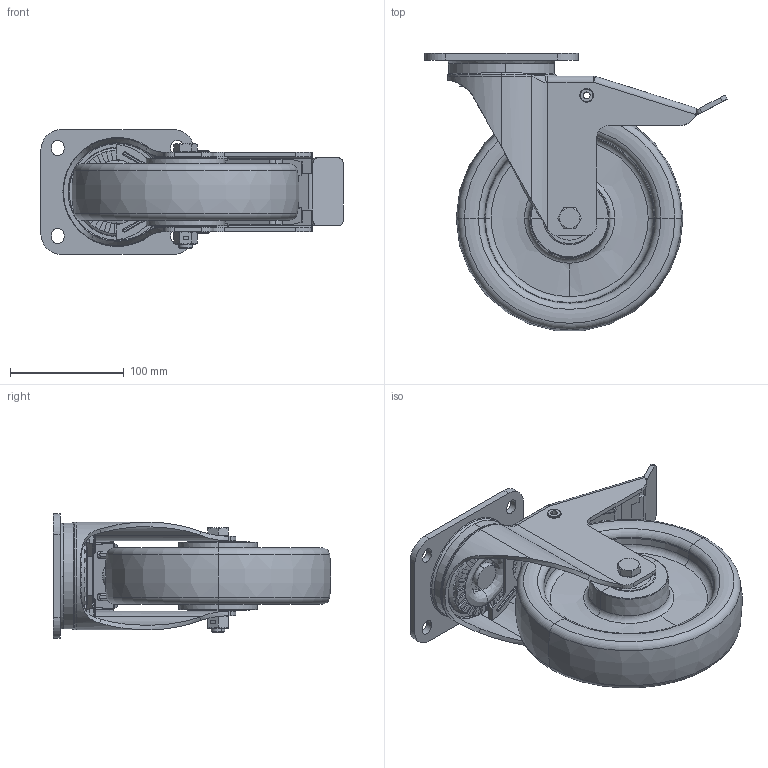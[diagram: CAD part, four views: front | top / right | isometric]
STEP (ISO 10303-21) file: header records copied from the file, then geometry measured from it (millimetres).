
FILE_DESCRIPTION (( 'STEP AP214' ), '1' );
FILE_NAME ('0021252BL_L-IM-PUZK-200-K-3-DSN_(A-01).step', '2019-06-03T08:03:56', ( '' ), ( '' ), 'SwSTEP 2.0', 'SolidWorks 2018', '' );
FILE_SCHEMA (( 'AUTOMOTIVE_DESIGN' ));
Length unit declared in the file: millimetre
Products named in the file (1): 0021252BL_L-IM-PUZK-200-K-3-DSN_(A-01)
Bounding box: 266.25 x 244.09 x 110 mm (x, y, z)
Surface area: 293407 mm2 (no closed solid volume)
Topology: 0 solids, 39 shells, 964 faces, 3274 edges, 2262 vertices
Faces by surface type: plane 382, cylinder 237, torus 122, bspline 109, cone 74, sphere 40
Entity records: 54884 total; most frequent: CARTESIAN_POINT 17221, DIRECTION 5503, ORIENTED_EDGE 5390, EDGE_CURVE 3192, VERTEX_POINT 2222, AXIS2_PLACEMENT_3D 2016, VECTOR 1471, LINE 1471
